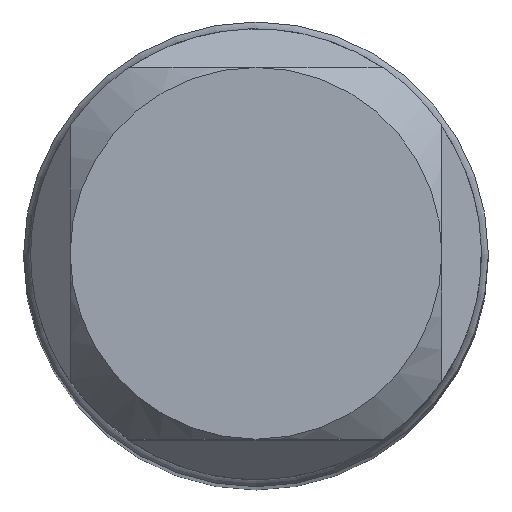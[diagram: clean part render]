
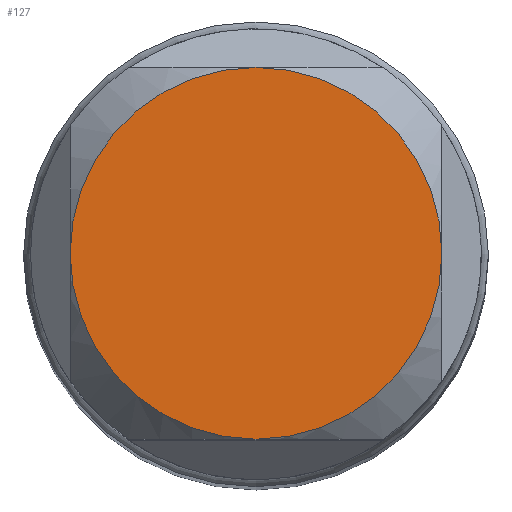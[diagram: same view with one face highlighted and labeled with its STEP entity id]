
A CAD part, top view. The second image highlights one B-rep face of the part: STEP entity #127.
In plain terms, the highlighted planar face has unit normal (0, 0, 1).
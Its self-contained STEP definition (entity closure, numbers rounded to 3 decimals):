
#111=PLANE('',#470);
#127=ADVANCED_FACE('NONE',(#162),#111,.T.);
#162=FACE_OUTER_BOUND('',#178,.T.);
#178=EDGE_LOOP('',(#251,#252,#253,#254));
#215=CIRCLE('',#459,4.);
#217=CIRCLE('',#462,4.);
#219=CIRCLE('',#465,4.);
#220=CIRCLE('',#467,4.);
#251=ORIENTED_EDGE('',*,*,#369,.F.);
#252=ORIENTED_EDGE('',*,*,#371,.F.);
#253=ORIENTED_EDGE('',*,*,#361,.F.);
#254=ORIENTED_EDGE('',*,*,#365,.F.);
#326=VERTEX_POINT('',#657);
#328=VERTEX_POINT('',#667);
#331=VERTEX_POINT('',#684);
#334=VERTEX_POINT('',#701);
#361=EDGE_CURVE('NONE',#328,#326,#215,.T.);
#365=EDGE_CURVE('NONE',#331,#328,#217,.T.);
#369=EDGE_CURVE('NONE',#334,#331,#219,.T.);
#371=EDGE_CURVE('NONE',#326,#334,#220,.T.);
#459=AXIS2_PLACEMENT_3D('',#668,#521,#522);
#462=AXIS2_PLACEMENT_3D('',#685,#527,#528);
#465=AXIS2_PLACEMENT_3D('',#702,#533,#534);
#467=AXIS2_PLACEMENT_3D('',#712,#537,#538);
#470=AXIS2_PLACEMENT_3D('',#720,#543,#544);
#521=DIRECTION('',(0.,0.,-1.));
#522=DIRECTION('',(-1.,0.,0.));
#527=DIRECTION('',(0.,0.,-1.));
#528=DIRECTION('',(-1.,0.,0.));
#533=DIRECTION('',(0.,0.,-1.));
#534=DIRECTION('',(-1.,0.,0.));
#537=DIRECTION('',(0.,0.,-1.));
#538=DIRECTION('',(-1.,0.,0.));
#543=DIRECTION('',(0.,0.,1.));
#544=DIRECTION('',(1.,0.,0.));
#657=CARTESIAN_POINT('',(-4.,0.,0.));
#667=CARTESIAN_POINT('',(0.,-4.,0.));
#668=CARTESIAN_POINT('',(0.,0.,0.));
#684=CARTESIAN_POINT('',(4.,0.,0.));
#685=CARTESIAN_POINT('',(0.,0.,0.));
#701=CARTESIAN_POINT('',(0.,4.,0.));
#702=CARTESIAN_POINT('',(0.,0.,0.));
#712=CARTESIAN_POINT('',(0.,0.,0.));
#720=CARTESIAN_POINT('',(0.,0.,0.));
